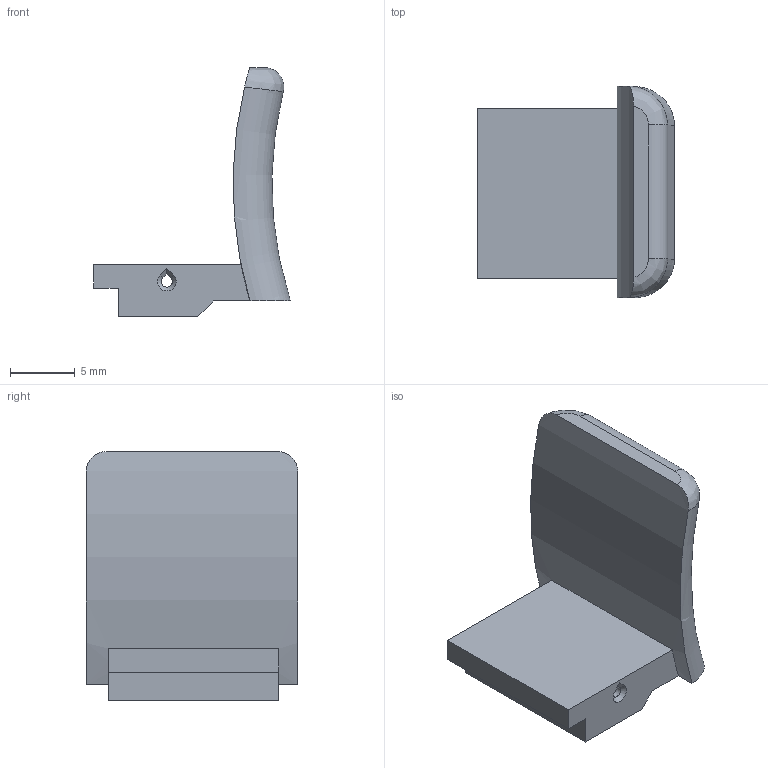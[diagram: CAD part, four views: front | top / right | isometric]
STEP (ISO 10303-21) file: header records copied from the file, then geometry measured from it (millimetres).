
FILE_DESCRIPTION(/* description */ (''),/* implementation_level */ '2;1');
FILE_NAME(/* name */ 'choc_paddle_18mm.step',/* time_stamp */ '2024-05-16T16:57:45-07:00',/* author */ (''),/* organization */ (''),/* preprocessor_version */ 'ST-DEVELOPER v20',/* originating_system */ 'Autodesk Translation Framework v12.20.1.177',/* authorisation */ '');
FILE_SCHEMA (('AUTOMOTIVE_DESIGN { 1 0 10303 214 3 1 1 }'));
Length unit declared in the file: millimetre
Products named in the file (2): lever_keycaps; choc_paddle
Assembly tree (1 placements, depth 2):
  lever_keycaps
    choc_paddle
Bounding box: 15.2 x 16.35 x 19.24 mm (x, y, z)
Volume: 1316.4 mm3; surface area: 1175.4 mm2
Topology: 1 solids, 1 shells, 27 faces, 67 edges, 42 vertices
Faces by surface type: plane 17, cylinder 4, bspline 2, torus 2, cone 2
Entity records: 1000 total; most frequent: CARTESIAN_POINT 319, ORIENTED_EDGE 134, DIRECTION 125, EDGE_CURVE 67, LINE 45, VECTOR 45, VERTEX_POINT 42, AXIS2_PLACEMENT_3D 40
